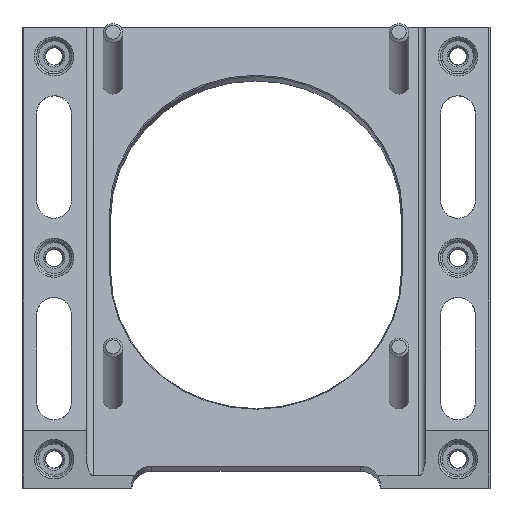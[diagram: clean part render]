
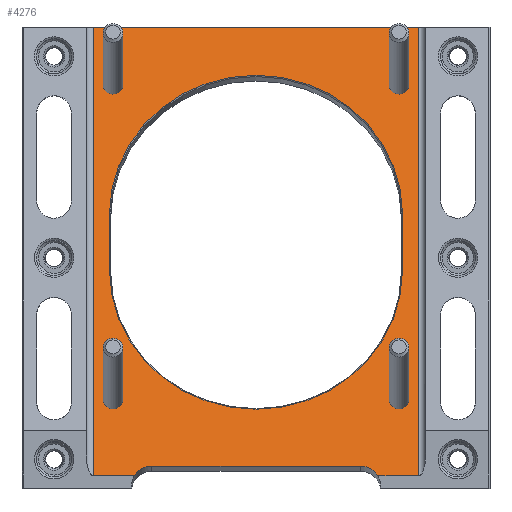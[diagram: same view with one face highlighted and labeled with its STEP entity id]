
A CAD part, top view. The second image highlights one B-rep face of the part: STEP entity #4276.
In plain terms, the highlighted planar face has unit normal (0, 0.315, 0.949).
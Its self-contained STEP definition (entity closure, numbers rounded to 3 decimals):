
#462=FACE_BOUND('',#924,.T.);
#463=FACE_BOUND('',#925,.T.);
#464=FACE_BOUND('',#926,.T.);
#465=FACE_BOUND('',#927,.T.);
#466=FACE_BOUND('',#928,.T.);
#511=PLANE('',#4608);
#666=FACE_OUTER_BOUND('',#923,.T.);
#923=EDGE_LOOP('',(#3221,#3222,#3223,#3224,#3225,#3226,#3227,#3228));
#924=EDGE_LOOP('',(#3229,#3230,#3231,#3232));
#925=EDGE_LOOP('',(#3233));
#926=EDGE_LOOP('',(#3234));
#927=EDGE_LOOP('',(#3235));
#928=EDGE_LOOP('',(#3236));
#1202=LINE('',#8230,#1435);
#1208=LINE('',#8251,#1441);
#1217=LINE('',#8274,#1450);
#1223=LINE('',#8291,#1456);
#1224=LINE('',#8293,#1457);
#1225=LINE('',#8294,#1458);
#1226=LINE('',#8299,#1459);
#1227=LINE('',#8302,#1460);
#1435=VECTOR('',#5230,10.);
#1441=VECTOR('',#5252,10.);
#1450=VECTOR('',#5269,10.);
#1456=VECTOR('',#5283,10.);
#1457=VECTOR('',#5284,10.);
#1458=VECTOR('',#5285,10.);
#1459=VECTOR('',#5288,10.);
#1460=VECTOR('',#5291,10.);
#1632=CIRCLE('',#4591,5.);
#1633=CIRCLE('',#4594,5.);
#1637=CIRCLE('',#4609,36.);
#1638=CIRCLE('',#4610,36.);
#1639=CIRCLE('',#4611,2.367);
#1640=CIRCLE('',#4612,2.367);
#1641=CIRCLE('',#4613,2.367);
#1642=CIRCLE('',#4614,2.367);
#1979=VERTEX_POINT('',#8214);
#1983=VERTEX_POINT('',#8222);
#1985=VERTEX_POINT('',#8228);
#1986=VERTEX_POINT('',#8232);
#1992=VERTEX_POINT('',#8250);
#2002=VERTEX_POINT('',#8272);
#2009=VERTEX_POINT('',#8290);
#2010=VERTEX_POINT('',#8292);
#2011=VERTEX_POINT('',#8295);
#2012=VERTEX_POINT('',#8296);
#2013=VERTEX_POINT('',#8298);
#2014=VERTEX_POINT('',#8300);
#2015=VERTEX_POINT('',#8303);
#2016=VERTEX_POINT('',#8305);
#2017=VERTEX_POINT('',#8307);
#2018=VERTEX_POINT('',#8309);
#2448=EDGE_CURVE('',#1983,#1979,#1632,.T.);
#2451=EDGE_CURVE('',#1983,#1985,#1202,.T.);
#2452=EDGE_CURVE('',#1985,#1986,#1633,.F.);
#2461=EDGE_CURVE('',#1979,#1992,#1208,.T.);
#2473=EDGE_CURVE('',#1986,#2002,#1217,.T.);
#2481=EDGE_CURVE('',#2009,#2002,#1223,.T.);
#2482=EDGE_CURVE('',#2009,#2010,#1224,.T.);
#2483=EDGE_CURVE('',#1992,#2010,#1225,.T.);
#2484=EDGE_CURVE('',#2011,#2012,#1637,.T.);
#2485=EDGE_CURVE('',#2013,#2011,#1226,.T.);
#2486=EDGE_CURVE('',#2014,#2013,#1638,.T.);
#2487=EDGE_CURVE('',#2012,#2014,#1227,.T.);
#2488=EDGE_CURVE('',#2015,#2015,#1639,.T.);
#2489=EDGE_CURVE('',#2016,#2016,#1640,.T.);
#2490=EDGE_CURVE('',#2017,#2017,#1641,.T.);
#2491=EDGE_CURVE('',#2018,#2018,#1642,.T.);
#3221=ORIENTED_EDGE('',*,*,#2461,.F.);
#3222=ORIENTED_EDGE('',*,*,#2448,.F.);
#3223=ORIENTED_EDGE('',*,*,#2451,.T.);
#3224=ORIENTED_EDGE('',*,*,#2452,.T.);
#3225=ORIENTED_EDGE('',*,*,#2473,.T.);
#3226=ORIENTED_EDGE('',*,*,#2481,.F.);
#3227=ORIENTED_EDGE('',*,*,#2482,.T.);
#3228=ORIENTED_EDGE('',*,*,#2483,.F.);
#3229=ORIENTED_EDGE('',*,*,#2484,.F.);
#3230=ORIENTED_EDGE('',*,*,#2485,.F.);
#3231=ORIENTED_EDGE('',*,*,#2486,.F.);
#3232=ORIENTED_EDGE('',*,*,#2487,.F.);
#3233=ORIENTED_EDGE('',*,*,#2488,.F.);
#3234=ORIENTED_EDGE('',*,*,#2489,.F.);
#3235=ORIENTED_EDGE('',*,*,#2490,.F.);
#3236=ORIENTED_EDGE('',*,*,#2491,.F.);
#4276=ADVANCED_FACE('',(#666,#462,#463,#464,#465,#466),#511,.T.);
#4591=AXIS2_PLACEMENT_3D('',#8224,#5224,#5225);
#4594=AXIS2_PLACEMENT_3D('',#8233,#5233,#5234);
#4608=AXIS2_PLACEMENT_3D('',#8289,#5281,#5282);
#4609=AXIS2_PLACEMENT_3D('',#8297,#5286,#5287);
#4610=AXIS2_PLACEMENT_3D('',#8301,#5289,#5290);
#4611=AXIS2_PLACEMENT_3D('',#8304,#5292,#5293);
#4612=AXIS2_PLACEMENT_3D('',#8306,#5294,#5295);
#4613=AXIS2_PLACEMENT_3D('',#8308,#5296,#5297);
#4614=AXIS2_PLACEMENT_3D('',#8310,#5298,#5299);
#5224=DIRECTION('center_axis',(0.,0.314,0.949));
#5225=DIRECTION('ref_axis',(0.,0.949,-0.314));
#5230=DIRECTION('',(1.,0.,0.));
#5233=DIRECTION('center_axis',(0.,0.314,0.949));
#5234=DIRECTION('ref_axis',(1.,0.,0.));
#5252=DIRECTION('',(-1.,0.,0.));
#5269=DIRECTION('',(1.,0.,0.));
#5281=DIRECTION('center_axis',(0.,0.314,0.949));
#5282=DIRECTION('ref_axis',(-1.,0.,0.));
#5283=DIRECTION('',(0.,-0.949,0.314));
#5284=DIRECTION('',(-1.,0.,0.));
#5285=DIRECTION('',(0.,0.949,-0.314));
#5286=DIRECTION('center_axis',(0.,0.314,0.949));
#5287=DIRECTION('ref_axis',(1.,0.004,-0.001));
#5288=DIRECTION('',(0.,0.949,-0.314));
#5289=DIRECTION('center_axis',(0.,0.314,0.949));
#5290=DIRECTION('ref_axis',(-1.,-0.004,0.001));
#5291=DIRECTION('',(0.,-0.949,0.314));
#5292=DIRECTION('center_axis',(0.,0.314,0.949));
#5293=DIRECTION('ref_axis',(-1.,0.,0.));
#5294=DIRECTION('center_axis',(0.,0.314,0.949));
#5295=DIRECTION('ref_axis',(-1.,0.,0.));
#5296=DIRECTION('center_axis',(0.,0.314,0.949));
#5297=DIRECTION('ref_axis',(-1.,0.,0.));
#5298=DIRECTION('center_axis',(0.,0.314,0.949));
#5299=DIRECTION('ref_axis',(-1.,0.,0.));
#8214=CARTESIAN_POINT('',(-29.895,-75.04,37.739));
#8222=CARTESIAN_POINT('',(-25.593,-72.713,36.968));
#8224=CARTESIAN_POINT('Origin',(-25.593,-77.459,38.54));
#8228=CARTESIAN_POINT('',(25.631,-72.713,36.968));
#8230=CARTESIAN_POINT('',(-13.098,-72.713,36.968));
#8232=CARTESIAN_POINT('',(29.934,-75.04,37.739));
#8233=CARTESIAN_POINT('Origin',(25.631,-77.459,38.54));
#8250=CARTESIAN_POINT('',(-40.,-75.04,37.739));
#8251=CARTESIAN_POINT('',(0.,-75.04,37.739));
#8272=CARTESIAN_POINT('',(40.,-75.04,37.739));
#8274=CARTESIAN_POINT('',(0.,-75.04,37.739));
#8289=CARTESIAN_POINT('Origin',(0.,-17.676,18.734));
#8290=CARTESIAN_POINT('',(40.,35.142,1.236));
#8291=CARTESIAN_POINT('',(40.,14.362,8.12));
#8292=CARTESIAN_POINT('',(-40.,35.142,1.236));
#8293=CARTESIAN_POINT('',(-28.75,35.142,1.236));
#8294=CARTESIAN_POINT('',(-40.,-49.713,29.348));
#8295=CARTESIAN_POINT('',(36.,-10.664,16.411));
#8296=CARTESIAN_POINT('',(-36.,-10.664,16.411));
#8297=CARTESIAN_POINT('Origin',(0.,-10.794,
16.454));
#8298=CARTESIAN_POINT('',(36.,-24.687,21.057));
#8299=CARTESIAN_POINT('',(36.,-14.17,17.572));
#8300=CARTESIAN_POINT('',(-36.,-24.687,21.057));
#8301=CARTESIAN_POINT('Origin',(0.,-24.558,
21.014));
#8302=CARTESIAN_POINT('',(-36.,-21.181,19.895));
#8303=CARTESIAN_POINT('',(-32.776,-56.365,31.552));
#8304=CARTESIAN_POINT('Origin',(-35.143,-56.365,31.552));
#8305=CARTESIAN_POINT('',(-32.776,21.013,5.916));
#8306=CARTESIAN_POINT('Origin',(-35.143,21.013,5.916));
#8307=CARTESIAN_POINT('',(37.51,21.013,5.916));
#8308=CARTESIAN_POINT('Origin',(35.143,21.013,5.916));
#8309=CARTESIAN_POINT('',(37.51,-56.365,31.552));
#8310=CARTESIAN_POINT('Origin',(35.143,-56.365,31.552));
